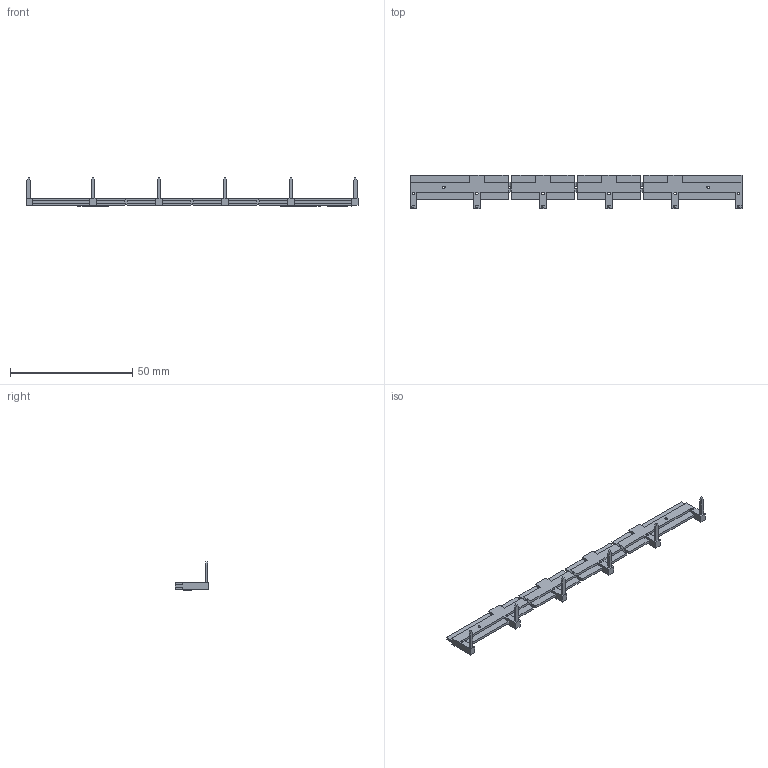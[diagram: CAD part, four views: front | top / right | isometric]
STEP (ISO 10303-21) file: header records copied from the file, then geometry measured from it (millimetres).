
FILE_DESCRIPTION (( 'STEP AP214' ), '1' );
FILE_NAME ('ZGGZ4.STEP', '2016-06-21T06:26:48', ( '' ), ( '' ), 'SwSTEP 2.0', 'SolidWorks 2016', '' );
FILE_SCHEMA (( 'AUTOMOTIVE_DESIGN' ));
Length unit declared in the file: millimetre
Products named in the file (1): ZGGZ4
Bounding box: 135.7 x 13.8 x 11.49 mm (x, y, z)
Surface area: 4295.4 mm2 (no closed solid volume)
Topology: 0 solids, 7 shells, 376 faces, 1097 edges, 732 vertices
Faces by surface type: plane 283, bspline 71, cylinder 22
Entity records: 20894 total; most frequent: CARTESIAN_POINT 7317, ORIENTED_EDGE 2112, DIRECTION 1575, EDGE_CURVE 1097, LINE 899, VECTOR 899, VERTEX_POINT 732, EDGE_LOOP 415
